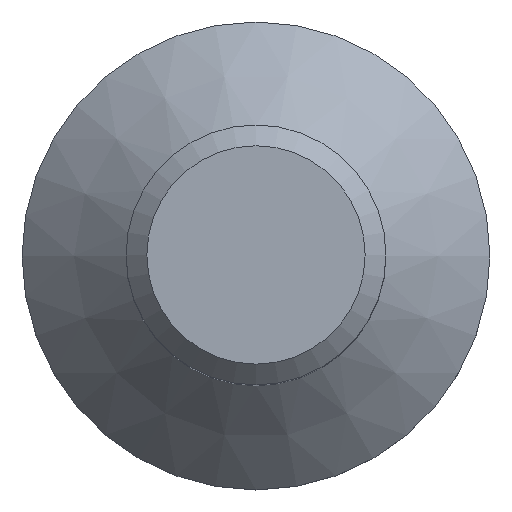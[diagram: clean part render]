
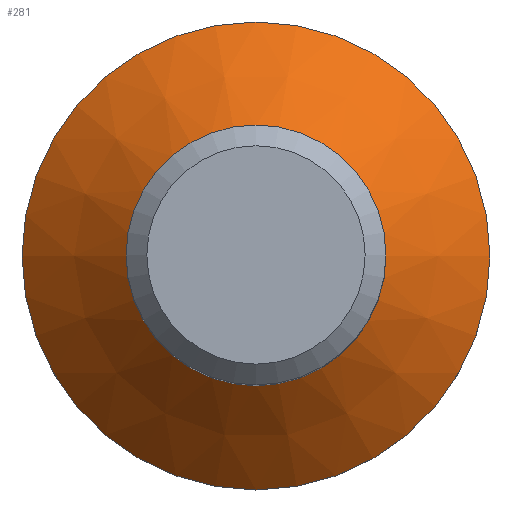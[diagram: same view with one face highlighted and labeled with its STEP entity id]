
A CAD part, top view. The second image highlights one B-rep face of the part: STEP entity #281.
In plain terms, the highlighted conical face has half-angle 45 degrees and reference radius 4.5 mm.
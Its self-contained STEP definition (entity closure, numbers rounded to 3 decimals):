
#53 = AXIS2_PLACEMENT_3D ( 'NONE', #345, #58, #386 ) ;
#58 = DIRECTION ( 'NONE',  ( 0., 0., 1. ) ) ;
#106 = EDGE_CURVE ( 'NONE', #192, #192, #556, .T. ) ;
#140 = CARTESIAN_POINT ( 'NONE',  ( 0., 0., -0.737 ) ) ;
#141 = CARTESIAN_POINT ( 'NONE',  ( 4.5, 0., -0.737 ) ) ;
#147 = EDGE_CURVE ( 'NONE', #492, #492, #294, .T. ) ;
#148 = EDGE_LOOP ( 'NONE', ( #557 ) ) ;
#192 = VERTEX_POINT ( 'NONE', #141 ) ;
#242 = AXIS2_PLACEMENT_3D ( 'NONE', #545, #493, #397 ) ;
#248 = ORIENTED_EDGE ( 'NONE', *, *, #147, .F. ) ;
#254 = FACE_OUTER_BOUND ( 'NONE', #148, .T. ) ;
#281 = ADVANCED_FACE ( 'NONE', ( #254, #452 ), #543, .T. ) ;
#294 = CIRCLE ( 'NONE', #53, 2.5 ) ;
#320 = AXIS2_PLACEMENT_3D ( 'NONE', #140, #438, #530 ) ;
#345 = CARTESIAN_POINT ( 'NONE',  ( 0., 0., 1.263 ) ) ;
#386 = DIRECTION ( 'NONE',  ( 1., 0., 0. ) ) ;
#397 = DIRECTION ( 'NONE',  ( -1., 0., 0. ) ) ;
#438 = DIRECTION ( 'NONE',  ( 0., 0., 1. ) ) ;
#443 = CARTESIAN_POINT ( 'NONE',  ( 2.5, 0., 1.263 ) ) ;
#452 = FACE_BOUND ( 'NONE', #573, .T. ) ;
#492 = VERTEX_POINT ( 'NONE', #443 ) ;
#493 = DIRECTION ( 'NONE',  ( 0., 0., -1. ) ) ;
#530 = DIRECTION ( 'NONE',  ( 1., 0., 0. ) ) ;
#543 = CONICAL_SURFACE ( 'NONE', #242, 4.5, 0.785 ) ;
#545 = CARTESIAN_POINT ( 'NONE',  ( 0., 0., -0.737 ) ) ;
#556 = CIRCLE ( 'NONE', #320, 4.5 ) ;
#557 = ORIENTED_EDGE ( 'NONE', *, *, #106, .T. ) ;
#573 = EDGE_LOOP ( 'NONE', ( #248 ) ) ;
